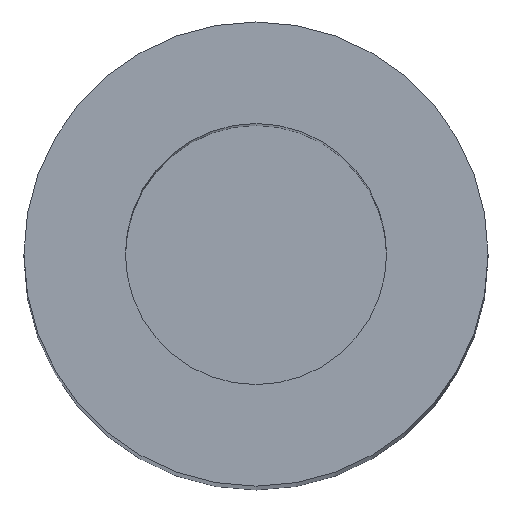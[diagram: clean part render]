
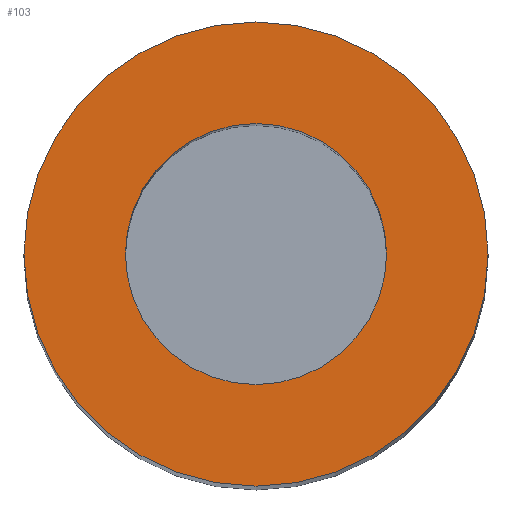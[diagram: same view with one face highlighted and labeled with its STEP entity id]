
A CAD part, top view. The second image highlights one B-rep face of the part: STEP entity #103.
In plain terms, the highlighted planar face has unit normal (0, 0, 1).
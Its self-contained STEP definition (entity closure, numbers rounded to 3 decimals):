
#15=PLANE($,#123);
#22=FACE_BOUND($,#45,.T.);
#23=FACE_BOUND($,#46,.T.);
#45=EDGE_LOOP($,(#85));
#46=EDGE_LOOP($,(#86));
#54=CIRCLE($,#118,2.25);
#55=CIRCLE($,#121,4.);
#62=VERTEX_POINT($,#177);
#63=VERTEX_POINT($,#181);
#70=EDGE_CURVE($,#62,#62,#54,.T.);
#71=EDGE_CURVE($,#63,#63,#55,.T.);
#85=ORIENTED_EDGE($,*,*,#70,.T.);
#86=ORIENTED_EDGE($,*,*,#71,.F.);
#103=ADVANCED_FACE($,(#22,#23),#15,.F.);
#118=AXIS2_PLACEMENT_3D($,#178,#147,#148);
#121=AXIS2_PLACEMENT_3D($,#182,#153,#154);
#123=AXIS2_PLACEMENT_3D($,#185,#157,#158);
#147=DIRECTION('center_axis',(0.,0.,-1.));
#148=DIRECTION('ref_axis',(-1.,0.,0.));
#153=DIRECTION('center_axis',(0.,0.,-1.));
#154=DIRECTION('ref_axis',(-1.,0.,0.));
#157=DIRECTION('center_axis',(0.,0.,-1.));
#158=DIRECTION('ref_axis',(-1.,0.,0.));
#177=CARTESIAN_POINT('',(2.25,0.,38.));
#178=CARTESIAN_POINT('Origin',(0.,0.,38.));
#181=CARTESIAN_POINT('',(4.,0.,38.));
#182=CARTESIAN_POINT('Origin',(0.,0.,38.));
#185=CARTESIAN_POINT('Origin',(0.,0.,38.));
